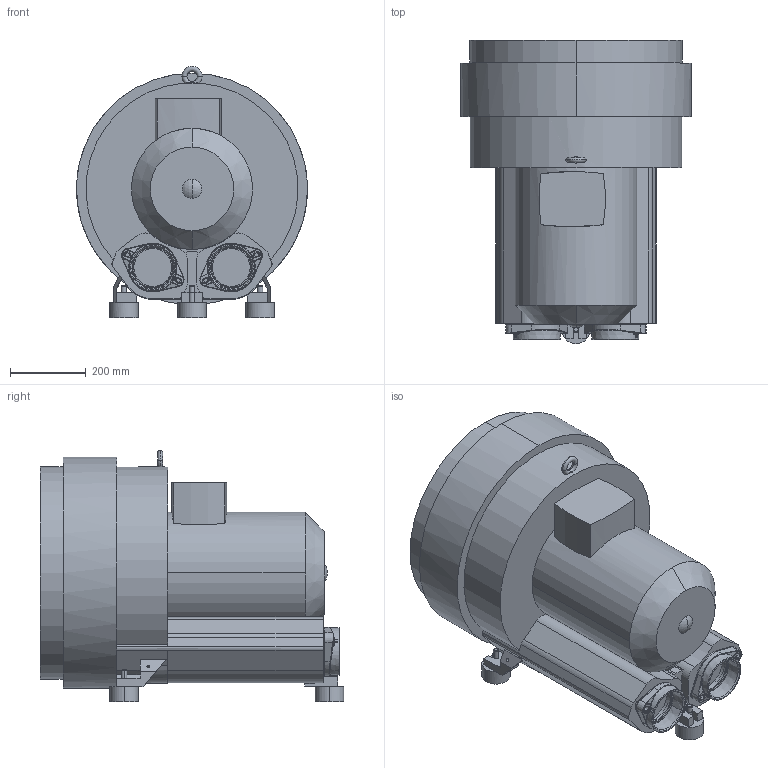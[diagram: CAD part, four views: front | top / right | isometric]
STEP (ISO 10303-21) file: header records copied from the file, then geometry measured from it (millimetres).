
FILE_DESCRIPTION (( 'STEP AP203' ), '1' );
FILE_NAME ('2RB940-1HQ17.STEP', '2025-05-06T06:28:42', ( '' ), ( '' ), 'SwSTEP 2.0', 'SolidWorks 2021', '' );
FILE_SCHEMA (( 'CONFIG_CONTROL_DESIGN' ));
Length unit declared in the file: millimetre
Products named in the file (1): 2RB940-1HQ17
Bounding box: 610 x 800.35 x 663.3 mm (x, y, z)
Volume: 146905146.8 mm3; surface area: 2339861.6 mm2
Topology: 1 solids, 1 shells, 610 faces, 1502 edges, 929 vertices
Faces by surface type: plane 200, cylinder 173, cone 82, torus 64, bspline 60, sphere 31
Entity records: 25057 total; most frequent: CARTESIAN_POINT 11275, ORIENTED_EDGE 2998, DIRECTION 2700, EDGE_CURVE 1499, AXIS2_PLACEMENT_3D 1078, VERTEX_POINT 928, EDGE_LOOP 657, FACE_OUTER_BOUND 610
